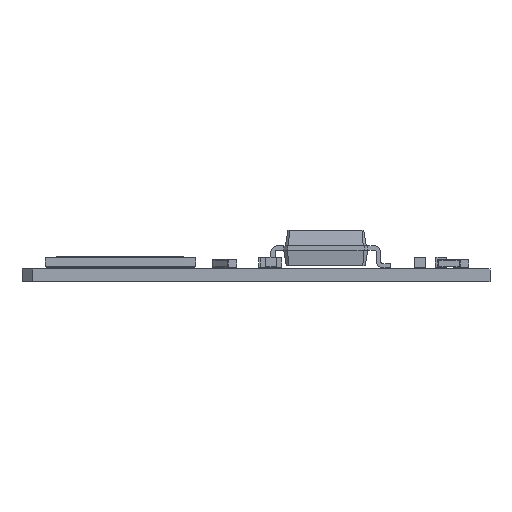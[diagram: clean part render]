
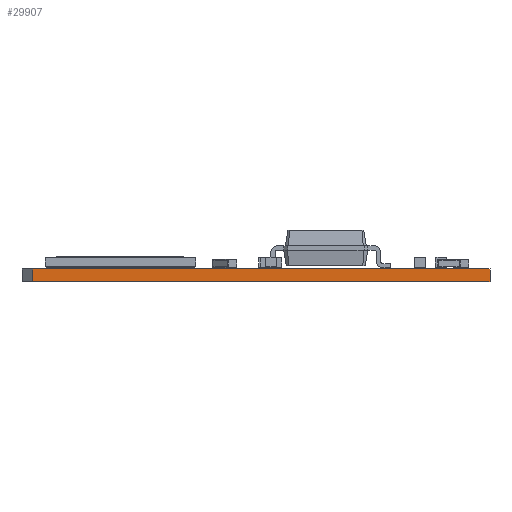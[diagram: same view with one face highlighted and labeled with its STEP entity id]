
A CAD part, left-side view. The second image highlights one B-rep face of the part: STEP entity #29907.
In plain terms, the highlighted planar face has unit normal (-1, 0, 0).
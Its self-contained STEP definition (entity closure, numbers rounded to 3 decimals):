
#28105 = PLANE('',#28106);
#28106 = AXIS2_PLACEMENT_3D('',#28107,#28108,#28109);
#28107 = CARTESIAN_POINT('',(0.,0.,0.));
#28108 = DIRECTION('',(0.,0.,-1.));
#28109 = DIRECTION('',(-1.,0.,0.));
#28161 = PLANE('',#28162);
#28162 = AXIS2_PLACEMENT_3D('',#28163,#28164,#28165);
#28163 = CARTESIAN_POINT('',(0.,0.,0.599));
#28164 = DIRECTION('',(0.,0.,-1.));
#28165 = DIRECTION('',(-1.,0.,0.));
#28347 = VERTEX_POINT('',#28348);
#28348 = CARTESIAN_POINT('',(0.,0.,0.));
#28362 = PLANE('',#28363);
#28363 = AXIS2_PLACEMENT_3D('',#28364,#28365,#28366);
#28364 = CARTESIAN_POINT('',(0.,0.,0.));
#28365 = DIRECTION('',(0.,1.,0.));
#28366 = DIRECTION('',(1.,0.,0.));
#28374 = EDGE_CURVE('',#28375,#28347,#28377,.T.);
#28375 = VERTEX_POINT('',#28376);
#28376 = CARTESIAN_POINT('',(0.,21.209,0.));
#28377 = SURFACE_CURVE('',#28378,(#28382,#28389),.PCURVE_S1.);
#28378 = LINE('',#28379,#28380);
#28379 = CARTESIAN_POINT('',(0.,21.209,0.));
#28380 = VECTOR('',#28381,1.);
#28381 = DIRECTION('',(0.,-1.,0.));
#28382 = PCURVE('',#28105,#28383);
#28383 = DEFINITIONAL_REPRESENTATION('',(#28384),#28388);
#28384 = LINE('',#28385,#28386);
#28385 = CARTESIAN_POINT('',(0.,21.209));
#28386 = VECTOR('',#28387,1.);
#28387 = DIRECTION('',(0.,-1.));
#28388 = ( GEOMETRIC_REPRESENTATION_CONTEXT(2) 
PARAMETRIC_REPRESENTATION_CONTEXT() REPRESENTATION_CONTEXT('2D SPACE',''
  ) );
#28389 = PCURVE('',#28390,#28395);
#28390 = PLANE('',#28391);
#28391 = AXIS2_PLACEMENT_3D('',#28392,#28393,#28394);
#28392 = CARTESIAN_POINT('',(0.,21.209,0.));
#28393 = DIRECTION('',(1.,0.,0.));
#28394 = DIRECTION('',(0.,-1.,0.));
#28395 = DEFINITIONAL_REPRESENTATION('',(#28396),#28400);
#28396 = LINE('',#28397,#28398);
#28397 = CARTESIAN_POINT('',(0.,0.));
#28398 = VECTOR('',#28399,1.);
#28399 = DIRECTION('',(1.,0.));
#28400 = ( GEOMETRIC_REPRESENTATION_CONTEXT(2) 
PARAMETRIC_REPRESENTATION_CONTEXT() REPRESENTATION_CONTEXT('2D SPACE',''
  ) );
#28418 = PLANE('',#28419);
#28419 = AXIS2_PLACEMENT_3D('',#28420,#28421,#28422);
#28420 = CARTESIAN_POINT('',(2.794,21.209,0.));
#28421 = DIRECTION('',(0.,-1.,0.));
#28422 = DIRECTION('',(-1.,0.,0.));
#29114 = VERTEX_POINT('',#29115);
#29115 = CARTESIAN_POINT('',(0.,0.,0.599));
#29136 = EDGE_CURVE('',#29137,#29114,#29139,.T.);
#29137 = VERTEX_POINT('',#29138);
#29138 = CARTESIAN_POINT('',(0.,21.209,0.599));
#29139 = SURFACE_CURVE('',#29140,(#29144,#29151),.PCURVE_S1.);
#29140 = LINE('',#29141,#29142);
#29141 = CARTESIAN_POINT('',(0.,21.209,0.599));
#29142 = VECTOR('',#29143,1.);
#29143 = DIRECTION('',(0.,-1.,0.));
#29144 = PCURVE('',#28161,#29145);
#29145 = DEFINITIONAL_REPRESENTATION('',(#29146),#29150);
#29146 = LINE('',#29147,#29148);
#29147 = CARTESIAN_POINT('',(0.,21.209));
#29148 = VECTOR('',#29149,1.);
#29149 = DIRECTION('',(0.,-1.));
#29150 = ( GEOMETRIC_REPRESENTATION_CONTEXT(2) 
PARAMETRIC_REPRESENTATION_CONTEXT() REPRESENTATION_CONTEXT('2D SPACE',''
  ) );
#29151 = PCURVE('',#28390,#29152);
#29152 = DEFINITIONAL_REPRESENTATION('',(#29153),#29157);
#29153 = LINE('',#29154,#29155);
#29154 = CARTESIAN_POINT('',(0.,-0.599));
#29155 = VECTOR('',#29156,1.);
#29156 = DIRECTION('',(1.,0.));
#29157 = ( GEOMETRIC_REPRESENTATION_CONTEXT(2) 
PARAMETRIC_REPRESENTATION_CONTEXT() REPRESENTATION_CONTEXT('2D SPACE',''
  ) );
#29859 = EDGE_CURVE('',#28347,#29114,#29860,.T.);
#29860 = SURFACE_CURVE('',#29861,(#29865,#29872),.PCURVE_S1.);
#29861 = LINE('',#29862,#29863);
#29862 = CARTESIAN_POINT('',(0.,0.,0.));
#29863 = VECTOR('',#29864,1.);
#29864 = DIRECTION('',(0.,0.,1.));
#29865 = PCURVE('',#28362,#29866);
#29866 = DEFINITIONAL_REPRESENTATION('',(#29867),#29871);
#29867 = LINE('',#29868,#29869);
#29868 = CARTESIAN_POINT('',(0.,0.));
#29869 = VECTOR('',#29870,1.);
#29870 = DIRECTION('',(0.,-1.));
#29871 = ( GEOMETRIC_REPRESENTATION_CONTEXT(2) 
PARAMETRIC_REPRESENTATION_CONTEXT() REPRESENTATION_CONTEXT('2D SPACE',''
  ) );
#29872 = PCURVE('',#28390,#29873);
#29873 = DEFINITIONAL_REPRESENTATION('',(#29874),#29878);
#29874 = LINE('',#29875,#29876);
#29875 = CARTESIAN_POINT('',(21.209,0.));
#29876 = VECTOR('',#29877,1.);
#29877 = DIRECTION('',(0.,-1.));
#29878 = ( GEOMETRIC_REPRESENTATION_CONTEXT(2) 
PARAMETRIC_REPRESENTATION_CONTEXT() REPRESENTATION_CONTEXT('2D SPACE',''
  ) );
#29907 = ADVANCED_FACE('',(#29908),#28390,.F.);
#29908 = FACE_BOUND('',#29909,.F.);
#29909 = EDGE_LOOP('',(#29910,#29931,#29932,#29933));
#29910 = ORIENTED_EDGE('',*,*,#29911,.T.);
#29911 = EDGE_CURVE('',#28375,#29137,#29912,.T.);
#29912 = SURFACE_CURVE('',#29913,(#29917,#29924),.PCURVE_S1.);
#29913 = LINE('',#29914,#29915);
#29914 = CARTESIAN_POINT('',(0.,21.209,0.));
#29915 = VECTOR('',#29916,1.);
#29916 = DIRECTION('',(0.,0.,1.));
#29917 = PCURVE('',#28390,#29918);
#29918 = DEFINITIONAL_REPRESENTATION('',(#29919),#29923);
#29919 = LINE('',#29920,#29921);
#29920 = CARTESIAN_POINT('',(0.,0.));
#29921 = VECTOR('',#29922,1.);
#29922 = DIRECTION('',(0.,-1.));
#29923 = ( GEOMETRIC_REPRESENTATION_CONTEXT(2) 
PARAMETRIC_REPRESENTATION_CONTEXT() REPRESENTATION_CONTEXT('2D SPACE',''
  ) );
#29924 = PCURVE('',#28418,#29925);
#29925 = DEFINITIONAL_REPRESENTATION('',(#29926),#29930);
#29926 = LINE('',#29927,#29928);
#29927 = CARTESIAN_POINT('',(2.794,0.));
#29928 = VECTOR('',#29929,1.);
#29929 = DIRECTION('',(0.,-1.));
#29930 = ( GEOMETRIC_REPRESENTATION_CONTEXT(2) 
PARAMETRIC_REPRESENTATION_CONTEXT() REPRESENTATION_CONTEXT('2D SPACE',''
  ) );
#29931 = ORIENTED_EDGE('',*,*,#29136,.T.);
#29932 = ORIENTED_EDGE('',*,*,#29859,.F.);
#29933 = ORIENTED_EDGE('',*,*,#28374,.F.);
